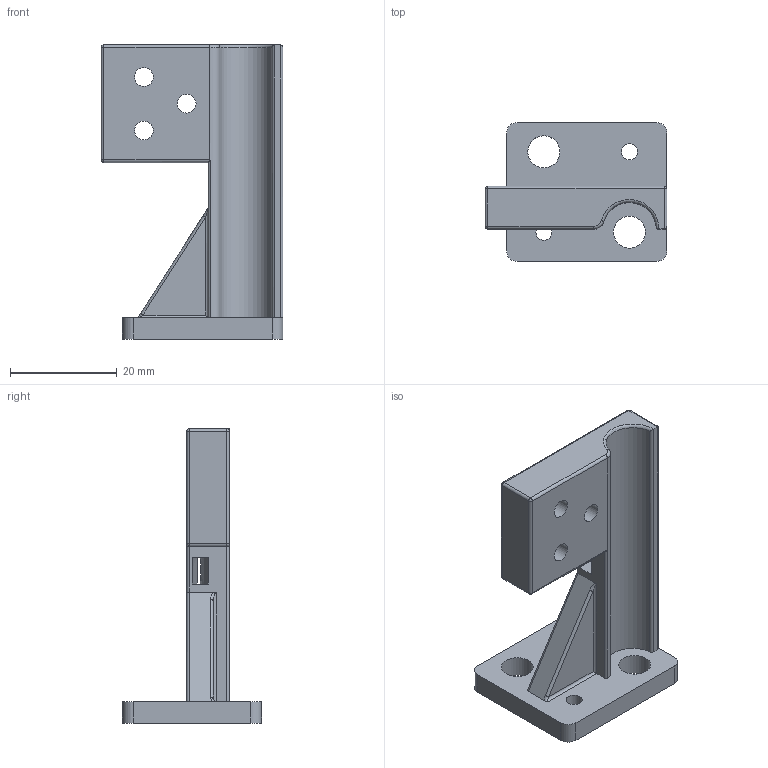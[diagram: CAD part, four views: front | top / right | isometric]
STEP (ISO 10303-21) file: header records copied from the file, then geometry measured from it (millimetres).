
FILE_DESCRIPTION(/* description */ (''),/* implementation_level */ '2;1');
FILE_NAME(/* name */ 'Top mount Cable holder v6.step',/* time_stamp */ '2020-06-01T13:22:28-05:00',/* author */ (''),/* organization */ (''),/* preprocessor_version */ 'ST-DEVELOPER v18.1',/* originating_system */ 'Autodesk Translation Framework v9.3.0.1241',/* authorisation */ '');
FILE_SCHEMA (('AUTOMOTIVE_DESIGN { 1 0 10303 214 3 1 1 }'));
Length unit declared in the file: millimetre
Products named in the file (1): Top mount Cable holder
Bounding box: 34 x 26 x 55 mm (x, y, z)
Volume: 10317.7 mm3; surface area: 6278.7 mm2
Topology: 1 solids, 1 shells, 59 faces, 147 edges, 90 vertices
Faces by surface type: cylinder 31, plane 15, bspline 6, sphere 5, torus 2
Full cylindrical faces by diameter (mm): 3 x2, 3.5 x3, 6 x2
Entity records: 1957 total; most frequent: CARTESIAN_POINT 488, DIRECTION 301, ORIENTED_EDGE 294, EDGE_CURVE 147, AXIS2_PLACEMENT_3D 116, VERTEX_POINT 90, EDGE_LOOP 75, LINE 69
